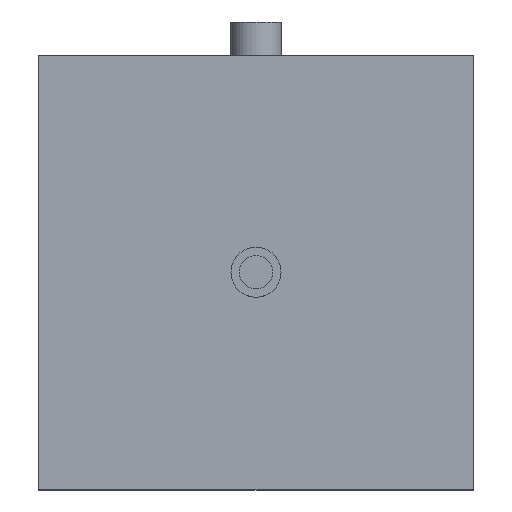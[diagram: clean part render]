
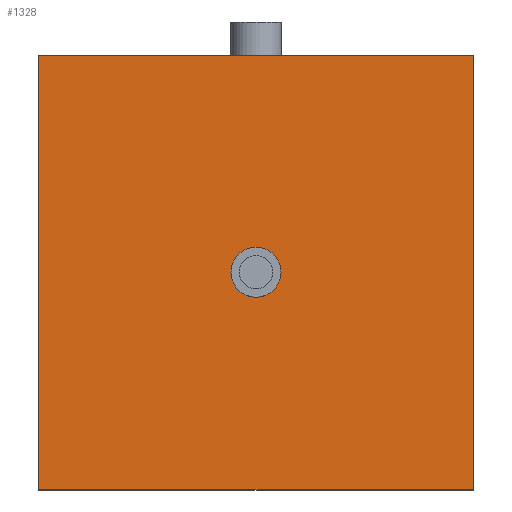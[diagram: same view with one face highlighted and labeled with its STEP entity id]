
A CAD part, top view. The second image highlights one B-rep face of the part: STEP entity #1328.
In plain terms, the highlighted planar face has unit normal (0, 0, 1).
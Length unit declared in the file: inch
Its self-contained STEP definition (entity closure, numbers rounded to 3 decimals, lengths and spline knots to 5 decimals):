
#45=CIRCLE('',#1439,0.375);
#71=FACE_BOUND('',#256,.T.);
#164=FACE_OUTER_BOUND('',#255,.T.);
#255=EDGE_LOOP('',(#1154,#1155,#1156,#1157));
#256=EDGE_LOOP('',(#1158));
#406=LINE('',#2177,#558);
#411=LINE('',#2187,#563);
#413=LINE('',#2191,#565);
#414=LINE('',#2192,#566);
#558=VECTOR('',#1798,0.3937);
#563=VECTOR('',#1807,0.3937);
#565=VECTOR('',#1811,0.3937);
#566=VECTOR('',#1812,0.3937);
#661=VERTEX_POINT('',#2125);
#676=VERTEX_POINT('',#2174);
#677=VERTEX_POINT('',#2176);
#680=VERTEX_POINT('',#2186);
#681=VERTEX_POINT('',#2190);
#816=EDGE_CURVE('',#661,#661,#45,.T.);
#838=EDGE_CURVE('',#676,#677,#406,.T.);
#843=EDGE_CURVE('',#677,#680,#411,.T.);
#845=EDGE_CURVE('',#676,#681,#413,.T.);
#846=EDGE_CURVE('',#680,#681,#414,.T.);
#1154=ORIENTED_EDGE('',*,*,#838,.F.);
#1155=ORIENTED_EDGE('',*,*,#845,.T.);
#1156=ORIENTED_EDGE('',*,*,#846,.F.);
#1157=ORIENTED_EDGE('',*,*,#843,.F.);
#1158=ORIENTED_EDGE('',*,*,#816,.T.);
#1250=PLANE('',#1466);
#1328=ADVANCED_FACE('',(#164,#71),#1250,.T.);
#1439=AXIS2_PLACEMENT_3D('',#2127,#1739,#1740);
#1466=AXIS2_PLACEMENT_3D('',#2189,#1809,#1810);
#1739=DIRECTION('center_axis',(0.,0.,-1.));
#1740=DIRECTION('ref_axis',(1.,0.,0.));
#1798=DIRECTION('',(-1.,0.,0.));
#1807=DIRECTION('',(0.,1.,0.));
#1809=DIRECTION('center_axis',(0.,0.,1.));
#1810=DIRECTION('ref_axis',(1.,0.,0.));
#1811=DIRECTION('',(0.,1.,0.));
#1812=DIRECTION('',(1.,0.,0.));
#2125=CARTESIAN_POINT('',(-0.375,3.25,3.25));
#2127=CARTESIAN_POINT('Origin',(0.,3.25,3.25));
#2174=CARTESIAN_POINT('',(3.25,0.,3.25));
#2176=CARTESIAN_POINT('',(-3.25,0.,3.25));
#2177=CARTESIAN_POINT('',(3.25,0.,3.25));
#2186=CARTESIAN_POINT('',(-3.25,6.5,3.25));
#2187=CARTESIAN_POINT('',(-3.25,0.,3.25));
#2189=CARTESIAN_POINT('Origin',(-3.25,0.,3.25));
#2190=CARTESIAN_POINT('',(3.25,6.5,3.25));
#2191=CARTESIAN_POINT('',(3.25,0.,3.25));
#2192=CARTESIAN_POINT('',(-1.625,6.5,3.25));
